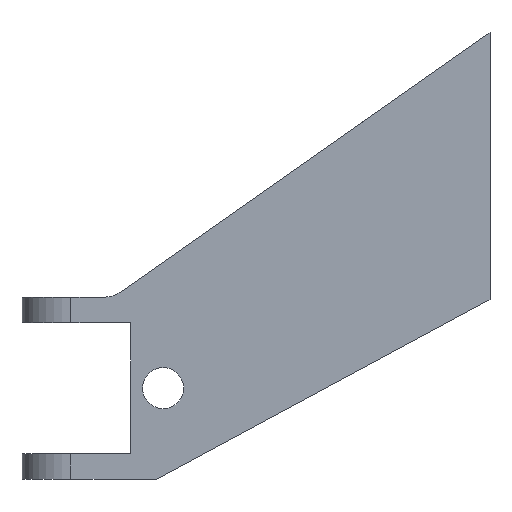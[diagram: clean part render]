
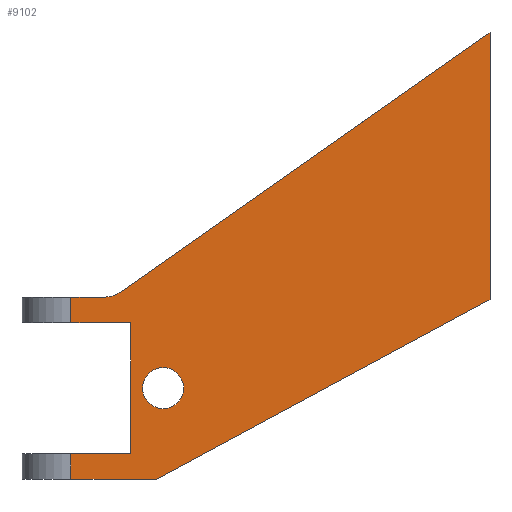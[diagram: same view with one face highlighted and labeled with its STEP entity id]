
A CAD part, left-side view. The second image highlights one B-rep face of the part: STEP entity #9102.
In plain terms, the highlighted planar face has unit normal (-1, 0, 0).
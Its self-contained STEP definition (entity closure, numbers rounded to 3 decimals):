
#6 = DIRECTION ( 'NONE',  ( 0., 1., 0. ) ) ;
#241 = CARTESIAN_POINT ( 'NONE',  ( -5.536, 73.431, 30.504 ) ) ;
#452 = VERTEX_POINT ( 'NONE', #6756 ) ;
#484 = DIRECTION ( 'NONE',  ( 0., -0.88, 0.474 ) ) ;
#546 = VERTEX_POINT ( 'NONE', #6056 ) ;
#571 = DIRECTION ( 'NONE',  ( 1., 0., 0. ) ) ;
#593 = DIRECTION ( 'NONE',  ( 0., 0., -1. ) ) ;
#606 = DIRECTION ( 'NONE',  ( 1., 0., 0. ) ) ;
#611 = ORIENTED_EDGE ( 'NONE', *, *, #3295, .T. ) ;
#657 = EDGE_CURVE ( 'NONE', #1754, #2898, #6195, .T. ) ;
#690 = CARTESIAN_POINT ( 'NONE',  ( -5.536, 105.031, 0. ) ) ;
#830 = EDGE_CURVE ( 'NONE', #2898, #452, #1979, .T. ) ;
#841 = EDGE_CURVE ( 'NONE', #546, #1313, #2287, .T. ) ;
#854 = ORIENTED_EDGE ( 'NONE', *, *, #6544, .T. ) ;
#865 = CARTESIAN_POINT ( 'NONE',  ( -5.536, 96.707, 5. ) ) ;
#965 = VERTEX_POINT ( 'NONE', #7214 ) ;
#1118 = CARTESIAN_POINT ( 'NONE',  ( -5.536, 3.431, 35. ) ) ;
#1129 = EDGE_CURVE ( 'NONE', #2768, #3602, #8853, .T. ) ;
#1267 = ORIENTED_EDGE ( 'NONE', *, *, #3885, .T. ) ;
#1313 = VERTEX_POINT ( 'NONE', #1736 ) ;
#1598 = DIRECTION ( 'NONE',  ( 0., 0., -1. ) ) ;
#1641 = CARTESIAN_POINT ( 'NONE',  ( -5.536, 85.053, 30.504 ) ) ;
#1736 = CARTESIAN_POINT ( 'NONE',  ( -5.536, 78.357, 35.504 ) ) ;
#1754 = VERTEX_POINT ( 'NONE', #7539 ) ;
#1835 = ORIENTED_EDGE ( 'NONE', *, *, #8446, .T. ) ;
#1860 = CARTESIAN_POINT ( 'NONE',  ( -5.536, 73.431, 30.504 ) ) ;
#1863 = CARTESIAN_POINT ( 'NONE',  ( -5.536, 117.023, 35.504 ) ) ;
#1883 = LINE ( 'NONE', #6891, #3898 ) ;
#1977 = VECTOR ( 'NONE', #5407, 1000. ) ;
#1979 = LINE ( 'NONE', #5403, #3943 ) ;
#2018 = VERTEX_POINT ( 'NONE', #6461 ) ;
#2105 = VECTOR ( 'NONE', #1598, 1000. ) ;
#2125 = VECTOR ( 'NONE', #4685, 1000. ) ;
#2287 = CIRCLE ( 'NONE', #6174, 5.08 ) ;
#2320 = DIRECTION ( 'NONE',  ( 0., 1., 0. ) ) ;
#2485 = CARTESIAN_POINT ( 'NONE',  ( -5.536, 73.431, 5. ) ) ;
#2550 = CARTESIAN_POINT ( 'NONE',  ( -5.536, 75.438, 36.427 ) ) ;
#2699 = DIRECTION ( 'NONE',  ( 0., 0., 1. ) ) ;
#2730 = DIRECTION ( 'NONE',  ( 0., -1., 0. ) ) ;
#2768 = VERTEX_POINT ( 'NONE', #1860 ) ;
#2824 = ORIENTED_EDGE ( 'NONE', *, *, #830, .T. ) ;
#2840 = FACE_OUTER_BOUND ( 'NONE', #5006, .T. ) ;
#2862 = VECTOR ( 'NONE', #8728, 1000. ) ;
#2871 = EDGE_LOOP ( 'NONE', ( #6673, #854 ) ) ;
#2898 = VERTEX_POINT ( 'NONE', #1118 ) ;
#3085 = VERTEX_POINT ( 'NONE', #7983 ) ;
#3097 = DIRECTION ( 'NONE',  ( 1., 0., 0. ) ) ;
#3281 = LINE ( 'NONE', #9026, #2125 ) ;
#3295 = EDGE_CURVE ( 'NONE', #452, #546, #6667, .T. ) ;
#3320 = VECTOR ( 'NONE', #4677, 1000. ) ;
#3363 = ORIENTED_EDGE ( 'NONE', *, *, #8899, .T. ) ;
#3386 = DIRECTION ( 'NONE',  ( 0., 0., 1. ) ) ;
#3446 = CARTESIAN_POINT ( 'NONE',  ( -5.536, 85.053, 0. ) ) ;
#3546 = DIRECTION ( 'NONE',  ( 1., 0., 0. ) ) ;
#3602 = VERTEX_POINT ( 'NONE', #2485 ) ;
#3790 = VECTOR ( 'NONE', #484, 1000. ) ;
#3885 = EDGE_CURVE ( 'NONE', #3085, #1754, #3281, .T. ) ;
#3898 = VECTOR ( 'NONE', #3386, 1000. ) ;
#3943 = VECTOR ( 'NONE', #8257, 1000. ) ;
#4069 = AXIS2_PLACEMENT_3D ( 'NONE', #690, #3546, #593 ) ;
#4250 = FACE_BOUND ( 'NONE', #2871, .T. ) ;
#4407 = CARTESIAN_POINT ( 'NONE',  ( -5.536, 67.081, 17.752 ) ) ;
#4677 = DIRECTION ( 'NONE',  ( 0., 1., 0. ) ) ;
#4685 = DIRECTION ( 'NONE',  ( 0., -1., 0. ) ) ;
#4745 = AXIS2_PLACEMENT_3D ( 'NONE', #4407, #3097, #8009 ) ;
#4748 = CARTESIAN_POINT ( 'NONE',  ( -5.536, 78.357, 40.584 ) ) ;
#4825 = EDGE_CURVE ( 'NONE', #5670, #7148, #5733, .T. ) ;
#5006 = EDGE_LOOP ( 'NONE', ( #3363, #5981, #1835, #7263, #7590, #6719, #1267, #6542, #2824, #611, #6405 ) ) ;
#5191 = EDGE_CURVE ( 'NONE', #3085, #6289, #1883, .T. ) ;
#5195 = CIRCLE ( 'NONE', #4745, 4. ) ;
#5403 = CARTESIAN_POINT ( 'NONE',  ( -5.536, 3.431, 0. ) ) ;
#5407 = DIRECTION ( 'NONE',  ( 0., 0.818, -0.575 ) ) ;
#5643 = EDGE_CURVE ( 'NONE', #965, #2018, #5195, .T. ) ;
#5645 = PLANE ( 'NONE',  #4069 ) ;
#5670 = VERTEX_POINT ( 'NONE', #1641 ) ;
#5733 = LINE ( 'NONE', #3446, #6724 ) ;
#5981 = ORIENTED_EDGE ( 'NONE', *, *, #4825, .F. ) ;
#6056 = CARTESIAN_POINT ( 'NONE',  ( -5.536, 75.438, 36.427 ) ) ;
#6125 = LINE ( 'NONE', #1863, #3320 ) ;
#6152 = VECTOR ( 'NONE', #2320, 1000. ) ;
#6174 = AXIS2_PLACEMENT_3D ( 'NONE', #4748, #571, #2730 ) ;
#6195 = LINE ( 'NONE', #8305, #3790 ) ;
#6289 = VERTEX_POINT ( 'NONE', #9201 ) ;
#6405 = ORIENTED_EDGE ( 'NONE', *, *, #841, .T. ) ;
#6411 = CARTESIAN_POINT ( 'NONE',  ( -5.536, 67.081, 17.752 ) ) ;
#6461 = CARTESIAN_POINT ( 'NONE',  ( -5.536, 63.081, 17.752 ) ) ;
#6542 = ORIENTED_EDGE ( 'NONE', *, *, #657, .T. ) ;
#6544 = EDGE_CURVE ( 'NONE', #2018, #965, #8390, .T. ) ;
#6667 = LINE ( 'NONE', #2550, #1977 ) ;
#6673 = ORIENTED_EDGE ( 'NONE', *, *, #5643, .T. ) ;
#6719 = ORIENTED_EDGE ( 'NONE', *, *, #5191, .F. ) ;
#6724 = VECTOR ( 'NONE', #2699, 1000. ) ;
#6756 = CARTESIAN_POINT ( 'NONE',  ( -5.536, 3.431, 87. ) ) ;
#6891 = CARTESIAN_POINT ( 'NONE',  ( -5.536, 85.053, 0. ) ) ;
#7148 = VERTEX_POINT ( 'NONE', #8419 ) ;
#7214 = CARTESIAN_POINT ( 'NONE',  ( -5.536, 71.081, 17.752 ) ) ;
#7263 = ORIENTED_EDGE ( 'NONE', *, *, #1129, .T. ) ;
#7539 = CARTESIAN_POINT ( 'NONE',  ( -5.536, 68.431, 0. ) ) ;
#7590 = ORIENTED_EDGE ( 'NONE', *, *, #8435, .T. ) ;
#7983 = CARTESIAN_POINT ( 'NONE',  ( -5.536, 85.053, 0. ) ) ;
#8009 = DIRECTION ( 'NONE',  ( 0., 1., 0. ) ) ;
#8091 = AXIS2_PLACEMENT_3D ( 'NONE', #6411, #606, #6 ) ;
#8121 = CARTESIAN_POINT ( 'NONE',  ( -5.536, 96.707, 30.504 ) ) ;
#8257 = DIRECTION ( 'NONE',  ( 0., 0., 1. ) ) ;
#8305 = CARTESIAN_POINT ( 'NONE',  ( -5.536, 68.431, 0. ) ) ;
#8390 = CIRCLE ( 'NONE', #8091, 4. ) ;
#8419 = CARTESIAN_POINT ( 'NONE',  ( -5.536, 85.053, 35.504 ) ) ;
#8435 = EDGE_CURVE ( 'NONE', #3602, #6289, #8774, .T. ) ;
#8446 = EDGE_CURVE ( 'NONE', #5670, #2768, #8819, .T. ) ;
#8728 = DIRECTION ( 'NONE',  ( 0., -1., 0. ) ) ;
#8774 = LINE ( 'NONE', #865, #6152 ) ;
#8819 = LINE ( 'NONE', #8121, #2862 ) ;
#8853 = LINE ( 'NONE', #241, #2105 ) ;
#8899 = EDGE_CURVE ( 'NONE', #1313, #7148, #6125, .T. ) ;
#9026 = CARTESIAN_POINT ( 'NONE',  ( -5.536, 105.031, 0. ) ) ;
#9102 = ADVANCED_FACE ( 'NONE', ( #4250, #2840 ), #5645, .F. ) ;
#9201 = CARTESIAN_POINT ( 'NONE',  ( -5.536, 85.053, 5. ) ) ;
